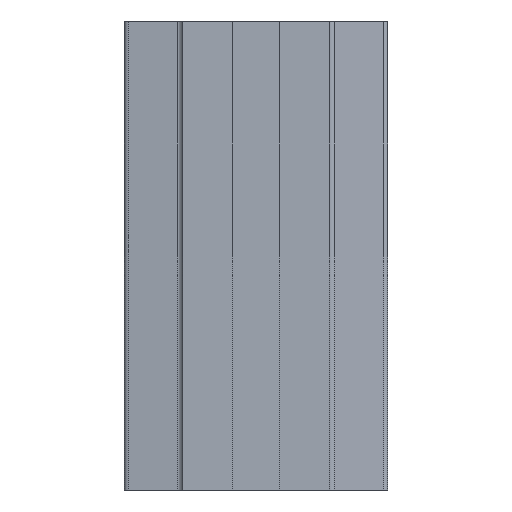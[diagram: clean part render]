
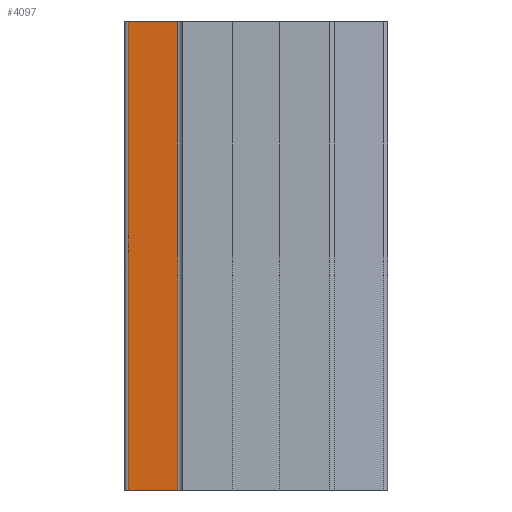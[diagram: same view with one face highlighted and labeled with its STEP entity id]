
A CAD part, front view. The second image highlights one B-rep face of the part: STEP entity #4097.
In plain terms, the highlighted planar face has unit normal (-0.09, -0.996, 0).
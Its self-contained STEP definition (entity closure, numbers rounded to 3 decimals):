
#342 = ORIENTED_EDGE ( 'NONE', *, *, #3704, .T. ) ;
#845 = LINE ( 'NONE', #1636, #4826 ) ;
#1280 = ORIENTED_EDGE ( 'NONE', *, *, #2166, .T. ) ;
#1545 = ORIENTED_EDGE ( 'NONE', *, *, #6694, .F. ) ;
#1600 = LINE ( 'NONE', #6965, #1798 ) ;
#1636 = CARTESIAN_POINT ( 'NONE',  ( -21.85, -78.15, -40. ) ) ;
#1702 = ORIENTED_EDGE ( 'NONE', *, *, #7342, .F. ) ;
#1798 = VECTOR ( 'NONE', #6896, 1000. ) ;
#1871 = CARTESIAN_POINT ( 'NONE',  ( -21.85, -78.15, -40. ) ) ;
#2117 = DIRECTION ( 'NONE',  ( 0., 0., -1. ) ) ;
#2166 = EDGE_CURVE ( 'NONE', #7838, #4445, #845, .T. ) ;
#2354 = DIRECTION ( 'NONE',  ( 0.996, -0.091, 0. ) ) ;
#2382 = DIRECTION ( 'NONE',  ( 0.996, -0.091, 0. ) ) ;
#2518 = VERTEX_POINT ( 'NONE', #7921 ) ;
#2546 = CARTESIAN_POINT ( 'NONE',  ( -21.85, -78.15, 40. ) ) ;
#2561 = FACE_OUTER_BOUND ( 'NONE', #3836, .T. ) ;
#3704 = EDGE_CURVE ( 'NONE', #3879, #7838, #6517, .T. ) ;
#3836 = EDGE_LOOP ( 'NONE', ( #1280, #1702, #1545, #342 ) ) ;
#3879 = VERTEX_POINT ( 'NONE', #4255 ) ;
#3881 = DIRECTION ( 'NONE',  ( 0.091, 0.996, 0. ) ) ;
#4068 = LINE ( 'NONE', #7677, #6756 ) ;
#4097 = ADVANCED_FACE ( 'NONE', ( #2561 ), #6462, .F. ) ;
#4255 = CARTESIAN_POINT ( 'NONE',  ( -21.85, -78.15, 40. ) ) ;
#4445 = VERTEX_POINT ( 'NONE', #7881 ) ;
#4658 = VECTOR ( 'NONE', #2117, 1000. ) ;
#4826 = VECTOR ( 'NONE', #2354, 1000. ) ;
#6462 = PLANE ( 'NONE',  #6626 ) ;
#6517 = LINE ( 'NONE', #7387, #4658 ) ;
#6626 = AXIS2_PLACEMENT_3D ( 'NONE', #2546, #3881, #6643 ) ;
#6643 = DIRECTION ( 'NONE',  ( -0.996, 0.091, 0. ) ) ;
#6694 = EDGE_CURVE ( 'NONE', #3879, #2518, #4068, .T. ) ;
#6756 = VECTOR ( 'NONE', #2382, 1000. ) ;
#6896 = DIRECTION ( 'NONE',  ( 0., 0., -1. ) ) ;
#6965 = CARTESIAN_POINT ( 'NONE',  ( -13.409, -78.917, 40. ) ) ;
#7342 = EDGE_CURVE ( 'NONE', #2518, #4445, #1600, .T. ) ;
#7387 = CARTESIAN_POINT ( 'NONE',  ( -21.85, -78.15, 40. ) ) ;
#7677 = CARTESIAN_POINT ( 'NONE',  ( -21.85, -78.15, 40. ) ) ;
#7838 = VERTEX_POINT ( 'NONE', #1871 ) ;
#7881 = CARTESIAN_POINT ( 'NONE',  ( -13.409, -78.917, -40. ) ) ;
#7921 = CARTESIAN_POINT ( 'NONE',  ( -13.409, -78.917, 40. ) ) ;
